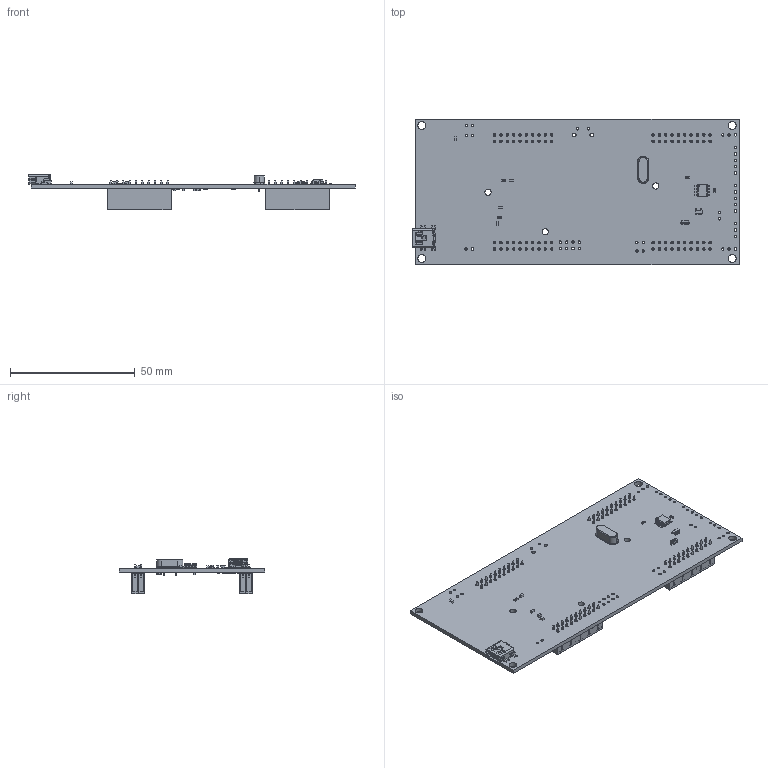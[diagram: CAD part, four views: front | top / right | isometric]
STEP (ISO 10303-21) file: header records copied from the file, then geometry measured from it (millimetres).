
FILE_DESCRIPTION(('KiCad electronic assembly'),'2;1');
FILE_NAME('Ti_Launchpad_F29379D.step','2025-01-08T13:57:24',('Pcbnew'),( 'Kicad'),'Open CASCADE STEP processor 7.8','KiCad to STEP converter' ,'Unknown');
FILE_SCHEMA(('AUTOMOTIVE_DESIGN { 1 0 10303 214 1 1 1 1 }'));
Length unit declared in the file: millimetre
Products named in the file (19): Ti_Launchpad_F29379D 1; R0603; 5887; 675031020; 1; User Library-HC49S-1; SOIC127P600X175-8N; SOIC127P600X175-8N.step; User Library-SOD-123; User Library-CAPC1608X09; User Library-SOT23-5-5; female_header_a-bl254-eg-g10d; _autosave-Ti_Launchpad_F29379D_PCB
Assembly tree (48 placements, depth 3):
  Ti_Launchpad_F29379D 1
    R0603  x16
      R0603
    5887
      675031020
      1
    User Library-HC49S-1
      User Library-HC49S-1
    SOIC127P600X175-8N
      SOIC127P600X175-8N.step
    User Library-SOD-123
      User Library-SOD-123
    User Library-CAPC1608X09  x9
      User Library-CAPC1608X09
    User Library-SOT23-5-5
      User Library-SOT23-5-5
    female_header_a-bl254-eg-g10d  x8
      female_header_a-bl254-eg-g10d
    _autosave-Ti_Launchpad_F29379D_PCB
Bounding box: 130.85 x 58.42 x 14.1 mm (x, y, z)
Volume: 14175.6 mm3; surface area: 28113.7 mm2
Topology: 71 solids, 72 shells, 5590 faces, 15859 edges, 10448 vertices
Faces by surface type: plane 3776, bspline 900, cylinder 896, sphere 10, cone 8
Full cylindrical faces by diameter (mm): 0.5 x1, 0.7 x2, 0.95 x39, 1 x4, 1.02 x80, 1.5 x2, 2.489 x3, 3.175 x4
Entity records: 64088 total; most frequent: CARTESIAN_POINT 17093, ORIENTED_EDGE 9149, DIRECTION 8396, EDGE_CURVE 4575, LINE 3482, VECTOR 3482, VERTEX_POINT 2988, AXIS2_PLACEMENT_3D 2457
